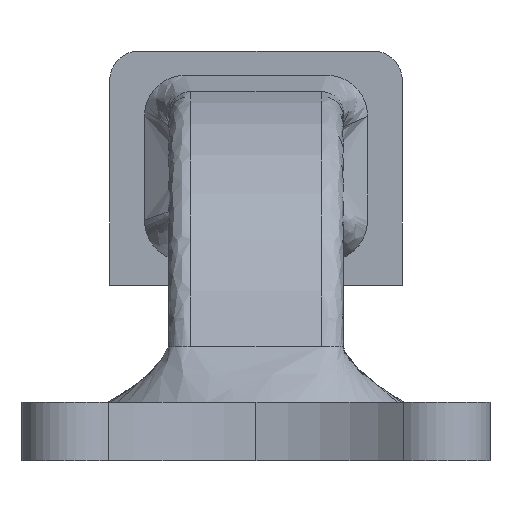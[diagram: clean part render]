
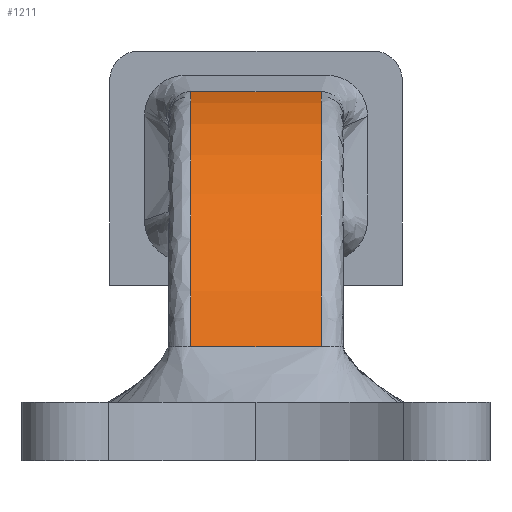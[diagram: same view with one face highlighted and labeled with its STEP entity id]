
A CAD part, left-side view. The second image highlights one B-rep face of the part: STEP entity #1211.
In plain terms, the highlighted cylindrical face has radius 115.472 mm (diameter 230.945 mm), a partial arc.
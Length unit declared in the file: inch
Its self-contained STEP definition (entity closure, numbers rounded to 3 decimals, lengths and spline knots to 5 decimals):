
#52 = DIRECTION ( 'NONE',  ( 0., 0., 1. ) ) ;
#277 = CARTESIAN_POINT ( 'NONE',  ( -0.92996, 0.875, 1.5374 ) ) ;
#382 = CIRCLE ( 'NONE', #1061, 4.54616 ) ;
#389 = CIRCLE ( 'NONE', #1581, 4.54616 ) ;
#411 = CARTESIAN_POINT ( 'NONE',  ( 2.99016, -0.875, 4.96577 ) ) ;
#643 = DIRECTION ( 'NONE',  ( 0., 1., 0. ) ) ;
#720 = EDGE_CURVE ( 'NONE', #1797, #3111, #382, .T. ) ;
#788 = VECTOR ( 'NONE', #1161, 39.37008 ) ;
#878 = VERTEX_POINT ( 'NONE', #1759 ) ;
#910 = DIRECTION ( 'NONE',  ( 0., 0., 1. ) ) ;
#929 = CARTESIAN_POINT ( 'NONE',  ( 2.99016, 0.875, 4.96577 ) ) ;
#938 = FACE_OUTER_BOUND ( 'NONE', #2137, .T. ) ;
#1061 = AXIS2_PLACEMENT_3D ( 'NONE', #2063, #1772, #910 ) ;
#1161 = DIRECTION ( 'NONE',  ( 0., -1., 0. ) ) ;
#1211 = ADVANCED_FACE ( 'NONE', ( #938 ), #1388, .T. ) ;
#1213 = CARTESIAN_POINT ( 'NONE',  ( 3.48335, -0.875, 0.44644 ) ) ;
#1217 = LINE ( 'NONE', #3218, #788 ) ;
#1287 = ORIENTED_EDGE ( 'NONE', *, *, #3339, .T. ) ;
#1329 = VERTEX_POINT ( 'NONE', #411 ) ;
#1331 = AXIS2_PLACEMENT_3D ( 'NONE', #1653, #3420, #1937 ) ;
#1388 = CYLINDRICAL_SURFACE ( 'NONE', #1331, 4.54616 ) ;
#1559 = DIRECTION ( 'NONE',  ( 0., 1., 0. ) ) ;
#1581 = AXIS2_PLACEMENT_3D ( 'NONE', #1213, #643, #52 ) ;
#1613 = ORIENTED_EDGE ( 'NONE', *, *, #720, .F. ) ;
#1653 = CARTESIAN_POINT ( 'NONE',  ( 3.48335, 0., 0.44644 ) ) ;
#1759 = CARTESIAN_POINT ( 'NONE',  ( -0.92996, -0.875, 1.5374 ) ) ;
#1772 = DIRECTION ( 'NONE',  ( 0., 1., 0. ) ) ;
#1797 = VERTEX_POINT ( 'NONE', #277 ) ;
#1937 = DIRECTION ( 'NONE',  ( 0., 0., 1. ) ) ;
#2063 = CARTESIAN_POINT ( 'NONE',  ( 3.48335, 0.875, 0.44644 ) ) ;
#2077 = ORIENTED_EDGE ( 'NONE', *, *, #3819, .T. ) ;
#2122 = ORIENTED_EDGE ( 'NONE', *, *, #2315, .T. ) ;
#2137 = EDGE_LOOP ( 'NONE', ( #2077, #1613, #2122, #1287 ) ) ;
#2315 = EDGE_CURVE ( 'NONE', #1797, #878, #1217, .T. ) ;
#2989 = VECTOR ( 'NONE', #1559, 39.37008 ) ;
#3111 = VERTEX_POINT ( 'NONE', #929 ) ;
#3218 = CARTESIAN_POINT ( 'NONE',  ( -0.92996, 0.875, 1.5374 ) ) ;
#3307 = CARTESIAN_POINT ( 'NONE',  ( 2.99016, -0.875, 4.96577 ) ) ;
#3339 = EDGE_CURVE ( 'NONE', #878, #1329, #389, .T. ) ;
#3420 = DIRECTION ( 'NONE',  ( 0., 1., 0. ) ) ;
#3647 = LINE ( 'NONE', #3307, #2989 ) ;
#3819 = EDGE_CURVE ( 'NONE', #1329, #3111, #3647, .T. ) ;
